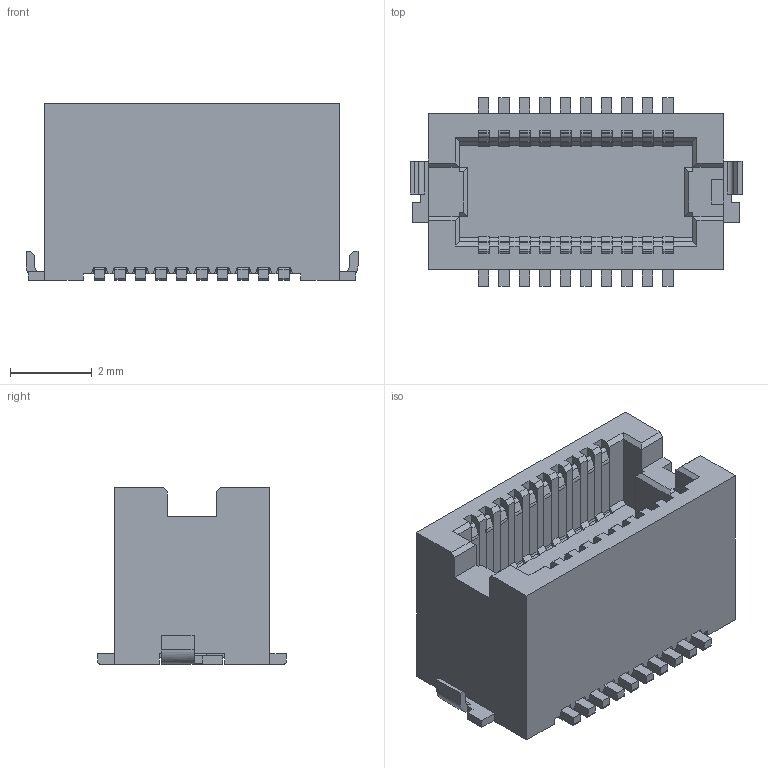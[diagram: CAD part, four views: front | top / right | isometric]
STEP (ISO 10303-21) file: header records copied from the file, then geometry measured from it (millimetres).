
FILE_DESCRIPTION(/* description */ (''),/* implementation_level */ '2;1');
FILE_NAME(/* name */ 'HIROSE_DF12B(5.0)-20DP-0.5V.stp',/* time_stamp */ '2017-05-22T09:36:31+02:00',/* author */ ('jchouvet'),/* organization */ (''),/* preprocessor_version */ 'ST-DEVELOPER v16.1',/* originating_system */ 'AutoCAD Mechanical',/* authorisation */ '');
FILE_SCHEMA (('AUTOMOTIVE_DESIGN { 1 0 10303 214 3 1 1 }'));
Length unit declared in the file: millimetre
Products named in the file (1): Product
Bounding box: 8.1 x 4.6 x 4.3 mm (x, y, z)
Volume: 84.3 mm3; surface area: 439.5 mm2
Topology: 43 solids, 43 shells, 1054 faces, 2836 edges, 1868 vertices
Faces by surface type: plane 906, cylinder 148
Entity records: 32498 total; most frequent: CARTESIAN_POINT 5759, ORIENTED_EDGE 5672, DIRECTION 5244, EDGE_CURVE 2836, LINE 2538, VECTOR 2538, VERTEX_POINT 1868, AXIS2_PLACEMENT_3D 1353
